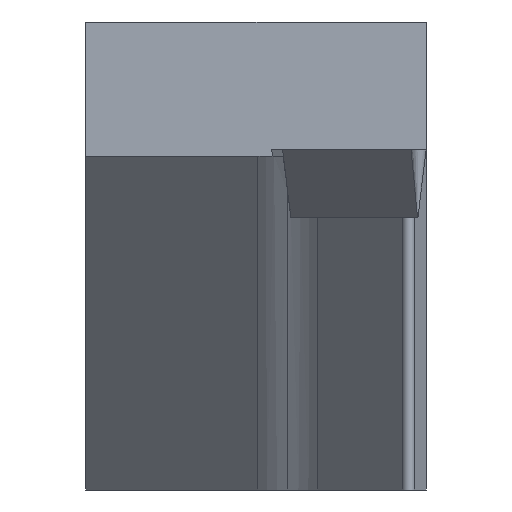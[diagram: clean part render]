
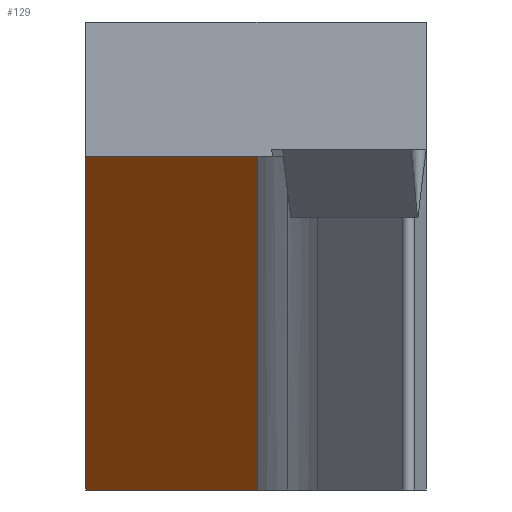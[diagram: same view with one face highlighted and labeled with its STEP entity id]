
A CAD part, left-side view. The second image highlights one B-rep face of the part: STEP entity #129.
In plain terms, the highlighted planar face has unit normal (-0.616, 0.788, 0).
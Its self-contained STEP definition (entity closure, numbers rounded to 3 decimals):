
#129=ADVANCED_FACE('',(#181),#154,.F.);
#154=PLANE('',#670);
#181=FACE_OUTER_BOUND('',#211,.T.);
#211=EDGE_LOOP('',(#330,#331,#332,#333));
#330=ORIENTED_EDGE('',*,*,#487,.F.);
#331=ORIENTED_EDGE('',*,*,#498,.F.);
#332=ORIENTED_EDGE('',*,*,#456,.T.);
#333=ORIENTED_EDGE('',*,*,#453,.F.);
#402=VERTEX_POINT('',#862);
#403=VERTEX_POINT('',#864);
#405=VERTEX_POINT('',#870);
#426=VERTEX_POINT('',#929);
#453=EDGE_CURVE('',#402,#403,#528,.T.);
#456=EDGE_CURVE('',#405,#403,#529,.T.);
#487=EDGE_CURVE('',#426,#402,#549,.T.);
#498=EDGE_CURVE('',#405,#426,#560,.T.);
#528=LINE('',#863,#585);
#529=LINE('',#869,#586);
#549=LINE('',#931,#606);
#560=LINE('',#950,#617);
#585=VECTOR('',#699,1.);
#586=VECTOR('',#706,1.);
#606=VECTOR('',#764,1.);
#617=VECTOR('',#783,1.);
#670=AXIS2_PLACEMENT_3D('',#957,#793,#794);
#699=DIRECTION('',(-0.788,-0.616,0.));
#706=DIRECTION('',(0.,0.,1.));
#764=DIRECTION('',(0.,0.,1.));
#783=DIRECTION('',(0.788,0.616,0.));
#793=DIRECTION('',(0.616,-0.788,0.));
#794=DIRECTION('',(0.788,0.616,0.));
#862=CARTESIAN_POINT('',(19.718,0.,-0.3));
#863=CARTESIAN_POINT('',(19.718,0.,-0.3));
#864=CARTESIAN_POINT('',(9.366,-8.088,-0.3));
#869=CARTESIAN_POINT('',(9.366,-8.088,20.));
#870=CARTESIAN_POINT('',(9.366,-8.088,-16.));
#929=CARTESIAN_POINT('',(19.718,0.,-16.));
#931=CARTESIAN_POINT('',(19.718,0.,20.));
#950=CARTESIAN_POINT('',(19.718,0.,-16.));
#957=CARTESIAN_POINT('',(19.718,0.,20.));
